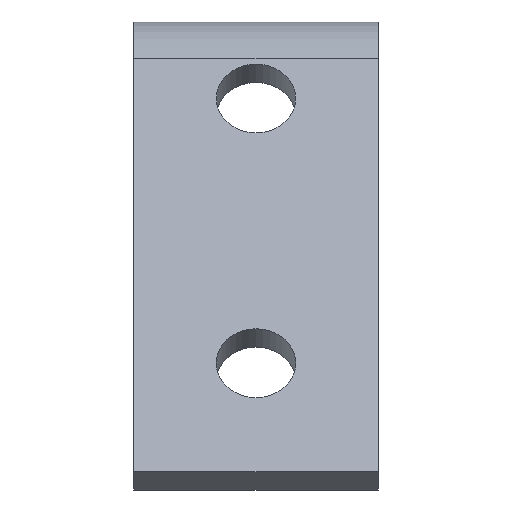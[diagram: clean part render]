
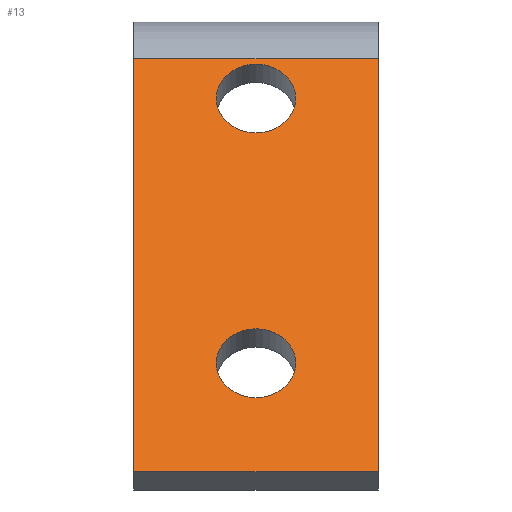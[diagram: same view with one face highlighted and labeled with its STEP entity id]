
A CAD part, front view. The second image highlights one B-rep face of the part: STEP entity #13.
In plain terms, the highlighted planar face has unit normal (0, -0.866, 0.5).
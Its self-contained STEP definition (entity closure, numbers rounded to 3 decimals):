
#13 = ADVANCED_FACE ( 'NONE', ( #450, #456, #451 ), #163, .F. ) ;
#21 = EDGE_CURVE ( 'NONE', #529, #529, #463, .T. ) ;
#35 = EDGE_CURVE ( 'NONE', #384, #390, #491, .T. ) ;
#40 = EDGE_CURVE ( 'NONE', #528, #528, #501, .T. ) ;
#44 = EDGE_CURVE ( 'NONE', #386, #388, #498, .T. ) ;
#46 = EDGE_CURVE ( 'NONE', #388, #390, #507, .T. ) ;
#48 = EDGE_CURVE ( 'NONE', #384, #386, #511, .T. ) ;
#67 = AXIS2_PLACEMENT_3D ( 'NONE', #135, #127, #165 ) ;
#72 = AXIS2_PLACEMENT_3D ( 'NONE', #188, #189, #114 ) ;
#81 = AXIS2_PLACEMENT_3D ( 'NONE', #230, #231, #232 ) ;
#114 = DIRECTION ( 'NONE',  ( 0., 0.5, 0.866 ) ) ;
#127 = DIRECTION ( 'NONE',  ( 0., 0.866, -0.5 ) ) ;
#135 = CARTESIAN_POINT ( 'NONE',  ( 20., -45.946, -3. ) ) ;
#163 = PLANE ( 'NONE',  #67 ) ;
#165 = DIRECTION ( 'NONE',  ( 0., 0.5, 0.866 ) ) ;
#188 = CARTESIAN_POINT ( 'NONE',  ( 0., -76.446, -55.828 ) ) ;
#189 = DIRECTION ( 'NONE',  ( 0., 0.866, -0.5 ) ) ;
#205 = DIRECTION ( 'NONE',  ( 1., 0., 0. ) ) ;
#210 = CARTESIAN_POINT ( 'NONE',  ( 20., -47.678, -6. ) ) ;
#229 = DIRECTION ( 'NONE',  ( 1., 0., 0. ) ) ;
#230 = CARTESIAN_POINT ( 'NONE',  ( 0., -51.446, -12.526 ) ) ;
#231 = DIRECTION ( 'NONE',  ( 0., 0.866, -0.5 ) ) ;
#232 = DIRECTION ( 'NONE',  ( 0., 0.5, 0.866 ) ) ;
#242 = CARTESIAN_POINT ( 'NONE',  ( 20., -86.696, -73.581 ) ) ;
#245 = CARTESIAN_POINT ( 'NONE',  ( 20., -45.946, -3. ) ) ;
#246 = DIRECTION ( 'NONE',  ( 0., 0.5, 0.866 ) ) ;
#249 = CARTESIAN_POINT ( 'NONE',  ( -20., -86.696, -73.581 ) ) ;
#250 = DIRECTION ( 'NONE',  ( 0., -0.5, -0.866 ) ) ;
#267 = CARTESIAN_POINT ( 'NONE',  ( -20., -47.678, -6. ) ) ;
#268 = CARTESIAN_POINT ( 'NONE',  ( -20., -86.696, -73.581 ) ) ;
#269 = CARTESIAN_POINT ( 'NONE',  ( 20., -86.696, -73.581 ) ) ;
#270 = CARTESIAN_POINT ( 'NONE',  ( 20., -47.678, -6. ) ) ;
#278 = CARTESIAN_POINT ( 'NONE',  ( 0., -73.196, -50.198 ) ) ;
#283 = CARTESIAN_POINT ( 'NONE',  ( 0., -48.196, -6.897 ) ) ;
#359 = ORIENTED_EDGE ( 'NONE', *, *, #40, .T. ) ;
#360 = ORIENTED_EDGE ( 'NONE', *, *, #21, .T. ) ;
#361 = ORIENTED_EDGE ( 'NONE', *, *, #35, .F. ) ;
#362 = ORIENTED_EDGE ( 'NONE', *, *, #48, .T. ) ;
#363 = ORIENTED_EDGE ( 'NONE', *, *, #44, .T. ) ;
#364 = ORIENTED_EDGE ( 'NONE', *, *, #46, .T. ) ;
#384 = VERTEX_POINT ( 'NONE', #267 ) ;
#386 = VERTEX_POINT ( 'NONE', #268 ) ;
#388 = VERTEX_POINT ( 'NONE', #269 ) ;
#390 = VERTEX_POINT ( 'NONE', #270 ) ;
#420 = EDGE_LOOP ( 'NONE', ( #359 ) ) ;
#421 = EDGE_LOOP ( 'NONE', ( #360 ) ) ;
#426 = EDGE_LOOP ( 'NONE', ( #361, #362, #363, #364 ) ) ;
#450 = FACE_BOUND ( 'NONE', #420, .T. ) ;
#451 = FACE_OUTER_BOUND ( 'NONE', #426, .T. ) ;
#456 = FACE_BOUND ( 'NONE', #421, .T. ) ;
#463 = CIRCLE ( 'NONE', #72, 6.5 ) ;
#491 = LINE ( 'NONE', #210, #493 ) ;
#493 = VECTOR ( 'NONE', #205, 1000. ) ;
#498 = LINE ( 'NONE', #242, #504 ) ;
#501 = CIRCLE ( 'NONE', #81, 6.5 ) ;
#504 = VECTOR ( 'NONE', #229, 1000. ) ;
#507 = LINE ( 'NONE', #245, #510 ) ;
#510 = VECTOR ( 'NONE', #246, 1000. ) ;
#511 = LINE ( 'NONE', #249, #514 ) ;
#514 = VECTOR ( 'NONE', #250, 1000. ) ;
#528 = VERTEX_POINT ( 'NONE', #283 ) ;
#529 = VERTEX_POINT ( 'NONE', #278 ) ;
